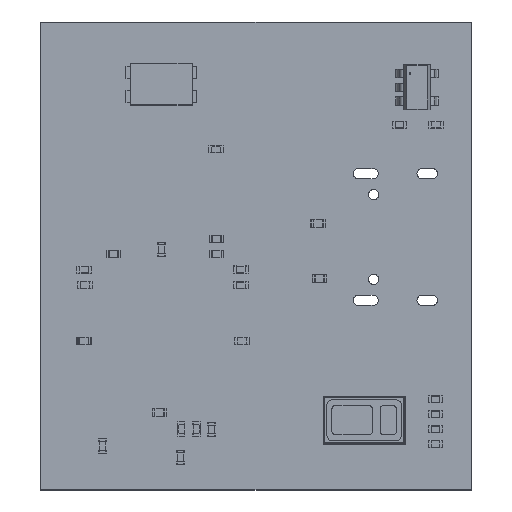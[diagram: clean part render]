
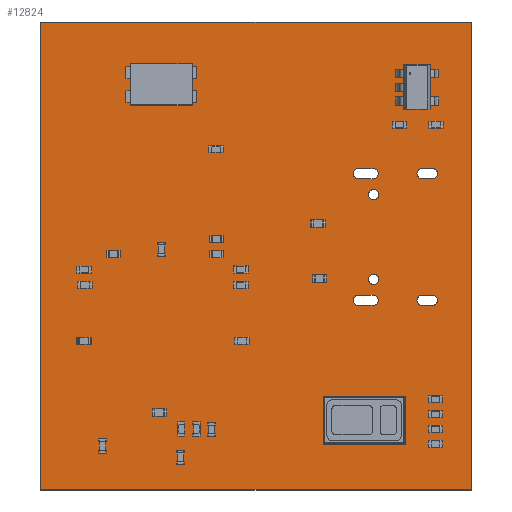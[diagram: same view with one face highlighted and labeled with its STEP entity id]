
A CAD part, top view. The second image highlights one B-rep face of the part: STEP entity #12824.
In plain terms, the highlighted planar face has unit normal (0, 0, 1).
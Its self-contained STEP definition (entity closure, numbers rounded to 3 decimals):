
#12546 = VERTEX_POINT('',#12547);
#12547 = CARTESIAN_POINT('',(154.473,-119.495,1.51));
#12553 = EDGE_CURVE('',#12546,#12554,#12556,.T.);
#12554 = VERTEX_POINT('',#12555);
#12555 = CARTESIAN_POINT('',(125.123,-119.495,1.51));
#12556 = LINE('',#12557,#12558);
#12557 = CARTESIAN_POINT('',(154.473,-119.495,1.51));
#12558 = VECTOR('',#12559,1.);
#12559 = DIRECTION('',(-1.,0.,0.));
#12586 = VERTEX_POINT('',#12587);
#12587 = CARTESIAN_POINT('',(154.473,-87.595,1.51));
#12593 = EDGE_CURVE('',#12586,#12546,#12594,.T.);
#12594 = LINE('',#12595,#12596);
#12595 = CARTESIAN_POINT('',(154.473,-87.595,1.51));
#12596 = VECTOR('',#12597,1.);
#12597 = DIRECTION('',(0.,-1.,0.));
#12615 = EDGE_CURVE('',#12554,#12616,#12618,.T.);
#12616 = VERTEX_POINT('',#12617);
#12617 = CARTESIAN_POINT('',(125.123,-87.595,1.51));
#12618 = LINE('',#12619,#12620);
#12619 = CARTESIAN_POINT('',(125.123,-119.495,1.51));
#12620 = VECTOR('',#12621,1.);
#12621 = DIRECTION('',(0.,1.,0.));
#12824 = ADVANCED_FACE('',(#12825,#12836,#12872,#12883,#12919,#12930,
    #12966),#13002,.T.);
#12825 = FACE_BOUND('',#12826,.T.);
#12826 = EDGE_LOOP('',(#12827,#12828,#12829,#12835));
#12827 = ORIENTED_EDGE('',*,*,#12553,.F.);
#12828 = ORIENTED_EDGE('',*,*,#12593,.F.);
#12829 = ORIENTED_EDGE('',*,*,#12830,.F.);
#12830 = EDGE_CURVE('',#12616,#12586,#12831,.T.);
#12831 = LINE('',#12832,#12833);
#12832 = CARTESIAN_POINT('',(125.123,-87.595,1.51));
#12833 = VECTOR('',#12834,1.);
#12834 = DIRECTION('',(1.,0.,0.));
#12835 = ORIENTED_EDGE('',*,*,#12615,.F.);
#12836 = FACE_BOUND('',#12837,.T.);
#12837 = EDGE_LOOP('',(#12838,#12849,#12857,#12866));
#12838 = ORIENTED_EDGE('',*,*,#12839,.T.);
#12839 = EDGE_CURVE('',#12840,#12842,#12844,.T.);
#12840 = VERTEX_POINT('',#12841);
#12841 = CARTESIAN_POINT('',(147.78,-106.22,1.51));
#12842 = VERTEX_POINT('',#12843);
#12843 = CARTESIAN_POINT('',(147.78,-106.92,1.51));
#12844 = CIRCLE('',#12845,0.35);
#12845 = AXIS2_PLACEMENT_3D('',#12846,#12847,#12848);
#12846 = CARTESIAN_POINT('',(147.78,-106.57,1.51));
#12847 = DIRECTION('',(-0.,0.,-1.));
#12848 = DIRECTION('',(-0.,-1.,0.));
#12849 = ORIENTED_EDGE('',*,*,#12850,.T.);
#12850 = EDGE_CURVE('',#12842,#12851,#12853,.T.);
#12851 = VERTEX_POINT('',#12852);
#12852 = CARTESIAN_POINT('',(146.78,-106.92,1.51));
#12853 = LINE('',#12854,#12855);
#12854 = CARTESIAN_POINT('',(73.39,-106.92,1.51));
#12855 = VECTOR('',#12856,1.);
#12856 = DIRECTION('',(-1.,0.,0.));
#12857 = ORIENTED_EDGE('',*,*,#12858,.T.);
#12858 = EDGE_CURVE('',#12851,#12859,#12861,.T.);
#12859 = VERTEX_POINT('',#12860);
#12860 = CARTESIAN_POINT('',(146.78,-106.22,1.51));
#12861 = CIRCLE('',#12862,0.35);
#12862 = AXIS2_PLACEMENT_3D('',#12863,#12864,#12865);
#12863 = CARTESIAN_POINT('',(146.78,-106.57,1.51));
#12864 = DIRECTION('',(-0.,0.,-1.));
#12865 = DIRECTION('',(0.,1.,0.));
#12866 = ORIENTED_EDGE('',*,*,#12867,.T.);
#12867 = EDGE_CURVE('',#12859,#12840,#12868,.T.);
#12868 = LINE('',#12869,#12870);
#12869 = CARTESIAN_POINT('',(73.89,-106.22,1.51));
#12870 = VECTOR('',#12871,1.);
#12871 = DIRECTION('',(1.,0.,-0.));
#12872 = FACE_BOUND('',#12873,.T.);
#12873 = EDGE_LOOP('',(#12874));
#12874 = ORIENTED_EDGE('',*,*,#12875,.T.);
#12875 = EDGE_CURVE('',#12876,#12876,#12878,.T.);
#12876 = VERTEX_POINT('',#12877);
#12877 = CARTESIAN_POINT('',(147.82,-105.49,1.51));
#12878 = CIRCLE('',#12879,0.35);
#12879 = AXIS2_PLACEMENT_3D('',#12880,#12881,#12882);
#12880 = CARTESIAN_POINT('',(147.82,-105.14,1.51));
#12881 = DIRECTION('',(-0.,0.,-1.));
#12882 = DIRECTION('',(-0.,-1.,0.));
#12883 = FACE_BOUND('',#12884,.T.);
#12884 = EDGE_LOOP('',(#12885,#12896,#12904,#12913));
#12885 = ORIENTED_EDGE('',*,*,#12886,.T.);
#12886 = EDGE_CURVE('',#12887,#12889,#12891,.T.);
#12887 = VERTEX_POINT('',#12888);
#12888 = CARTESIAN_POINT('',(151.82,-106.22,1.51));
#12889 = VERTEX_POINT('',#12890);
#12890 = CARTESIAN_POINT('',(151.82,-106.92,1.51));
#12891 = CIRCLE('',#12892,0.35);
#12892 = AXIS2_PLACEMENT_3D('',#12893,#12894,#12895);
#12893 = CARTESIAN_POINT('',(151.82,-106.57,1.51));
#12894 = DIRECTION('',(-0.,0.,-1.));
#12895 = DIRECTION('',(-0.,-1.,0.));
#12896 = ORIENTED_EDGE('',*,*,#12897,.T.);
#12897 = EDGE_CURVE('',#12889,#12898,#12900,.T.);
#12898 = VERTEX_POINT('',#12899);
#12899 = CARTESIAN_POINT('',(151.12,-106.92,1.51));
#12900 = LINE('',#12901,#12902);
#12901 = CARTESIAN_POINT('',(75.56,-106.92,1.51));
#12902 = VECTOR('',#12903,1.);
#12903 = DIRECTION('',(-1.,0.,0.));
#12904 = ORIENTED_EDGE('',*,*,#12905,.T.);
#12905 = EDGE_CURVE('',#12898,#12906,#12908,.T.);
#12906 = VERTEX_POINT('',#12907);
#12907 = CARTESIAN_POINT('',(151.12,-106.22,1.51));
#12908 = CIRCLE('',#12909,0.35);
#12909 = AXIS2_PLACEMENT_3D('',#12910,#12911,#12912);
#12910 = CARTESIAN_POINT('',(151.12,-106.57,1.51));
#12911 = DIRECTION('',(-0.,0.,-1.));
#12912 = DIRECTION('',(0.,1.,0.));
#12913 = ORIENTED_EDGE('',*,*,#12914,.T.);
#12914 = EDGE_CURVE('',#12906,#12887,#12915,.T.);
#12915 = LINE('',#12916,#12917);
#12916 = CARTESIAN_POINT('',(75.91,-106.22,1.51));
#12917 = VECTOR('',#12918,1.);
#12918 = DIRECTION('',(1.,0.,-0.));
#12919 = FACE_BOUND('',#12920,.T.);
#12920 = EDGE_LOOP('',(#12921));
#12921 = ORIENTED_EDGE('',*,*,#12922,.T.);
#12922 = EDGE_CURVE('',#12923,#12923,#12925,.T.);
#12923 = VERTEX_POINT('',#12924);
#12924 = CARTESIAN_POINT('',(147.82,-99.71,1.51));
#12925 = CIRCLE('',#12926,0.35);
#12926 = AXIS2_PLACEMENT_3D('',#12927,#12928,#12929);
#12927 = CARTESIAN_POINT('',(147.82,-99.36,1.51));
#12928 = DIRECTION('',(-0.,0.,-1.));
#12929 = DIRECTION('',(-0.,-1.,0.));
#12930 = FACE_BOUND('',#12931,.T.);
#12931 = EDGE_LOOP('',(#12932,#12943,#12951,#12960));
#12932 = ORIENTED_EDGE('',*,*,#12933,.T.);
#12933 = EDGE_CURVE('',#12934,#12936,#12938,.T.);
#12934 = VERTEX_POINT('',#12935);
#12935 = CARTESIAN_POINT('',(147.78,-97.58,1.51));
#12936 = VERTEX_POINT('',#12937);
#12937 = CARTESIAN_POINT('',(147.78,-98.28,1.51));
#12938 = CIRCLE('',#12939,0.35);
#12939 = AXIS2_PLACEMENT_3D('',#12940,#12941,#12942);
#12940 = CARTESIAN_POINT('',(147.78,-97.93,1.51));
#12941 = DIRECTION('',(-0.,0.,-1.));
#12942 = DIRECTION('',(-0.,-1.,0.));
#12943 = ORIENTED_EDGE('',*,*,#12944,.T.);
#12944 = EDGE_CURVE('',#12936,#12945,#12947,.T.);
#12945 = VERTEX_POINT('',#12946);
#12946 = CARTESIAN_POINT('',(146.78,-98.28,1.51));
#12947 = LINE('',#12948,#12949);
#12948 = CARTESIAN_POINT('',(73.39,-98.28,1.51));
#12949 = VECTOR('',#12950,1.);
#12950 = DIRECTION('',(-1.,0.,0.));
#12951 = ORIENTED_EDGE('',*,*,#12952,.T.);
#12952 = EDGE_CURVE('',#12945,#12953,#12955,.T.);
#12953 = VERTEX_POINT('',#12954);
#12954 = CARTESIAN_POINT('',(146.78,-97.58,1.51));
#12955 = CIRCLE('',#12956,0.35);
#12956 = AXIS2_PLACEMENT_3D('',#12957,#12958,#12959);
#12957 = CARTESIAN_POINT('',(146.78,-97.93,1.51));
#12958 = DIRECTION('',(-0.,0.,-1.));
#12959 = DIRECTION('',(0.,1.,0.));
#12960 = ORIENTED_EDGE('',*,*,#12961,.T.);
#12961 = EDGE_CURVE('',#12953,#12934,#12962,.T.);
#12962 = LINE('',#12963,#12964);
#12963 = CARTESIAN_POINT('',(73.89,-97.58,1.51));
#12964 = VECTOR('',#12965,1.);
#12965 = DIRECTION('',(1.,0.,-0.));
#12966 = FACE_BOUND('',#12967,.T.);
#12967 = EDGE_LOOP('',(#12968,#12979,#12987,#12996));
#12968 = ORIENTED_EDGE('',*,*,#12969,.T.);
#12969 = EDGE_CURVE('',#12970,#12972,#12974,.T.);
#12970 = VERTEX_POINT('',#12971);
#12971 = CARTESIAN_POINT('',(151.82,-97.58,1.51));
#12972 = VERTEX_POINT('',#12973);
#12973 = CARTESIAN_POINT('',(151.82,-98.28,1.51));
#12974 = CIRCLE('',#12975,0.35);
#12975 = AXIS2_PLACEMENT_3D('',#12976,#12977,#12978);
#12976 = CARTESIAN_POINT('',(151.82,-97.93,1.51));
#12977 = DIRECTION('',(-0.,0.,-1.));
#12978 = DIRECTION('',(-0.,-1.,0.));
#12979 = ORIENTED_EDGE('',*,*,#12980,.T.);
#12980 = EDGE_CURVE('',#12972,#12981,#12983,.T.);
#12981 = VERTEX_POINT('',#12982);
#12982 = CARTESIAN_POINT('',(151.12,-98.28,1.51));
#12983 = LINE('',#12984,#12985);
#12984 = CARTESIAN_POINT('',(75.56,-98.28,1.51));
#12985 = VECTOR('',#12986,1.);
#12986 = DIRECTION('',(-1.,0.,0.));
#12987 = ORIENTED_EDGE('',*,*,#12988,.T.);
#12988 = EDGE_CURVE('',#12981,#12989,#12991,.T.);
#12989 = VERTEX_POINT('',#12990);
#12990 = CARTESIAN_POINT('',(151.12,-97.58,1.51));
#12991 = CIRCLE('',#12992,0.35);
#12992 = AXIS2_PLACEMENT_3D('',#12993,#12994,#12995);
#12993 = CARTESIAN_POINT('',(151.12,-97.93,1.51));
#12994 = DIRECTION('',(-0.,0.,-1.));
#12995 = DIRECTION('',(0.,1.,0.));
#12996 = ORIENTED_EDGE('',*,*,#12997,.T.);
#12997 = EDGE_CURVE('',#12989,#12970,#12998,.T.);
#12998 = LINE('',#12999,#13000);
#12999 = CARTESIAN_POINT('',(75.91,-97.58,1.51));
#13000 = VECTOR('',#13001,1.);
#13001 = DIRECTION('',(1.,0.,-0.));
#13002 = PLANE('',#13003);
#13003 = AXIS2_PLACEMENT_3D('',#13004,#13005,#13006);
#13004 = CARTESIAN_POINT('',(0.,0.,1.51));
#13005 = DIRECTION('',(0.,0.,1.));
#13006 = DIRECTION('',(1.,0.,-0.));
